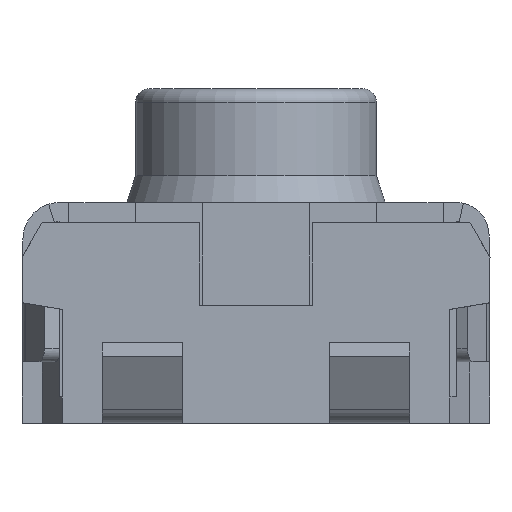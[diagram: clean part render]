
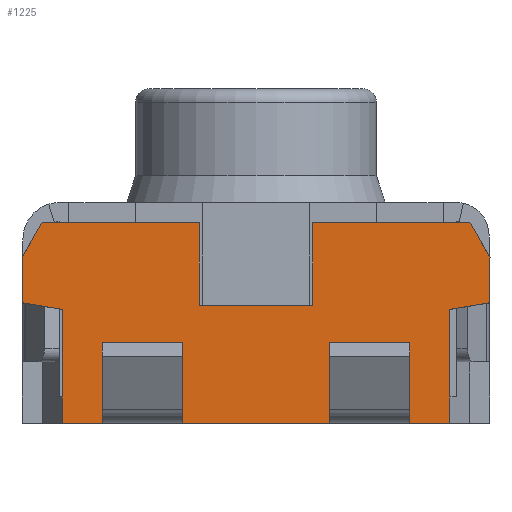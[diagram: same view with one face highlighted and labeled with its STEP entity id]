
A CAD part, front view. The second image highlights one B-rep face of the part: STEP entity #1225.
In plain terms, the highlighted planar face has unit normal (0, -1, 0).
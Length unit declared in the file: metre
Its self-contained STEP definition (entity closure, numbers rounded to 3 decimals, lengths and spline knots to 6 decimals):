
#1163 = EDGE_CURVE( '', #3253, #3254, #3255, .T. );
#1181 = EDGE_CURVE( '', #3284, #3175, #3285, .T. );
#1219 = EDGE_CURVE( '', #3324, #3253, #3346, .T. );
#1225 = ADVANCED_FACE( '', ( #3355 ), #3356, .F. );
#1243 = EDGE_CURVE( '', #3383, #3384, #3385, .T. );
#1259 = EDGE_CURVE( '', #3409, #3410, #3411, .T. );
#1269 = EDGE_CURVE( '', #3426, #3427, #3428, .T. );
#1293 = EDGE_CURVE( '', #3468, #3469, #3470, .T. );
#1397 = EDGE_CURVE( '', #3640, #3641, #3642, .T. );
#1485 = EDGE_CURVE( '', #3410, #3640, #3781, .T. );
#1547 = EDGE_CURVE( '', #3426, #3877, #3878, .T. );
#1605 = EDGE_CURVE( '', #3961, #3324, #3962, .T. );
#1873 = EDGE_CURVE( '', #4333, #4063, #4334, .T. );
#2037 = EDGE_CURVE( '', #3384, #3961, #4558, .T. );
#2109 = EDGE_CURVE( '', #4655, #3427, #4656, .T. );
#2249 = EDGE_CURVE( '', #4824, #3877, #4825, .T. );
#2275 = EDGE_CURVE( '', #3469, #3409, #4856, .T. );
#2339 = EDGE_CURVE( '', #4824, #3175, #4934, .T. );
#2413 = EDGE_CURVE( '', #3641, #4333, #5023, .T. );
#2515 = EDGE_CURVE( '', #4063, #3284, #5141, .T. );
#2565 = EDGE_CURVE( '', #4655, #3383, #5196, .T. );
#2837 = EDGE_CURVE( '', #3323, #3468, #5503, .T. );
#2883 = EDGE_CURVE( '', #3254, #3323, #5552, .T. );
#3175 = VERTEX_POINT( '', #5930 );
#3253 = VERTEX_POINT( '', #6044 );
#3254 = VERTEX_POINT( '', #6045 );
#3255 = LINE( '', #6046, #6047 );
#3284 = VERTEX_POINT( '', #6092 );
#3285 = LINE( '', #6093, #6094 );
#3323 = VERTEX_POINT( '', #6147 );
#3324 = VERTEX_POINT( '', #6148 );
#3346 = LINE( '', #6180, #6181 );
#3355 = FACE_OUTER_BOUND( '', #6192, .T. );
#3356 = PLANE( '', #6193 );
#3383 = VERTEX_POINT( '', #6236 );
#3384 = VERTEX_POINT( '', #6237 );
#3385 = LINE( '', #6238, #6239 );
#3409 = VERTEX_POINT( '', #6282 );
#3410 = VERTEX_POINT( '', #6283 );
#3411 = LINE( '', #6284, #6285 );
#3426 = VERTEX_POINT( '', #6303 );
#3427 = VERTEX_POINT( '', #6304 );
#3428 = LINE( '', #6305, #6306 );
#3468 = VERTEX_POINT( '', #6362 );
#3469 = VERTEX_POINT( '', #6363 );
#3470 = LINE( '', #6364, #6365 );
#3640 = VERTEX_POINT( '', #6612 );
#3641 = VERTEX_POINT( '', #6613 );
#3642 = LINE( '', #6614, #6615 );
#3781 = LINE( '', #6808, #6809 );
#3877 = VERTEX_POINT( '', #6943 );
#3878 = LINE( '', #6944, #6945 );
#3961 = VERTEX_POINT( '', #7080 );
#3962 = LINE( '', #7081, #7082 );
#4063 = VERTEX_POINT( '', #7247 );
#4333 = VERTEX_POINT( '', #7656 );
#4334 = LINE( '', #7657, #7658 );
#4558 = LINE( '', #7985, #7986 );
#4655 = VERTEX_POINT( '', #8125 );
#4656 = LINE( '', #8126, #8127 );
#4824 = VERTEX_POINT( '', #8391 );
#4825 = LINE( '', #8392, #8393 );
#4856 = LINE( '', #8447, #8448 );
#4934 = LINE( '', #8574, #8575 );
#5023 = LINE( '', #8710, #8711 );
#5141 = LINE( '', #8907, #8908 );
#5196 = LINE( '', #9000, #9001 );
#5503 = LINE( '', #9503, #9504 );
#5552 = LINE( '', #9590, #9591 );
#5930 = CARTESIAN_POINT( '', ( -0.000409, -0.002354, 0.0015 ) );
#6044 = CARTESIAN_POINT( '', ( 0.001166, -0.002354, 0.000219 ) );
#6045 = CARTESIAN_POINT( '', ( 0.000566, -0.002354, 0.000219 ) );
#6046 = CARTESIAN_POINT( '', ( -0.001734, -0.002354, 0.000219 ) );
#6047 = VECTOR( '', #9974, 1. );
#6092 = CARTESIAN_POINT( '', ( -0.001584, -0.002354, 0.0015 ) );
#6093 = CARTESIAN_POINT( '', ( -0.001584, -0.002354, 0.0015 ) );
#6094 = VECTOR( '', #10012, 1. );
#6147 = CARTESIAN_POINT( '', ( 0.000566, -0.002354, 0. ) );
#6148 = CARTESIAN_POINT( '', ( 0.001166, -0.002354, 0. ) );
#6180 = CARTESIAN_POINT( '', ( 0.001166, -0.002354, 0.0015 ) );
#6181 = VECTOR( '', #10076, 1. );
#6192 = EDGE_LOOP( '', ( #10087, #10088, #10089, #10090, #10091, #10092, #10093, #10094, #10095, #10096, #10097, #10098, #10099, #10100, #10101, #10102, #10103, #10104, #10105, #10106, #10107, #10108 ) );
#6193 = AXIS2_PLACEMENT_3D( '', #10109, #10110, #10111 );
#6236 = CARTESIAN_POINT( '', ( 0.001766, -0.002354, 0.0009 ) );
#6237 = CARTESIAN_POINT( '', ( 0.001466, -0.002354, 0.00085 ) );
#6238 = CARTESIAN_POINT( '', ( 0.001466, -0.002354, 0.00085 ) );
#6239 = VECTOR( '', #10160, 1. );
#6282 = CARTESIAN_POINT( '', ( -0.001134, -0.002354, 0.000219 ) );
#6283 = CARTESIAN_POINT( '', ( -0.001134, -0.002354, 0. ) );
#6284 = CARTESIAN_POINT( '', ( -0.001134, -0.002354, 0.0015 ) );
#6285 = VECTOR( '', #10178, 1. );
#6303 = CARTESIAN_POINT( '', ( 0.000441, -0.002354, 0.0015 ) );
#6304 = CARTESIAN_POINT( '', ( 0.001616, -0.002354, 0.0015 ) );
#6305 = CARTESIAN_POINT( '', ( 0.001616, -0.002354, 0.0015 ) );
#6306 = VECTOR( '', #10209, 1. );
#6362 = CARTESIAN_POINT( '', ( -0.000534, -0.002354, 0. ) );
#6363 = CARTESIAN_POINT( '', ( -0.000534, -0.002354, 0.000219 ) );
#6364 = CARTESIAN_POINT( '', ( -0.000534, -0.002354, 0.0015 ) );
#6365 = VECTOR( '', #10244, 1. );
#6612 = CARTESIAN_POINT( '', ( -0.001434, -0.002354, 0. ) );
#6613 = CARTESIAN_POINT( '', ( -0.001434, -0.002354, 0.00085 ) );
#6614 = CARTESIAN_POINT( '', ( -0.001434, -0.002354, 0.0015 ) );
#6615 = VECTOR( '', #10413, 1. );
#6808 = CARTESIAN_POINT( '', ( -0.001734, -0.002354, 0. ) );
#6809 = VECTOR( '', #10589, 1. );
#6943 = CARTESIAN_POINT( '', ( 0.000441, -0.002354, 0.00088 ) );
#6944 = CARTESIAN_POINT( '', ( 0.000441, -0.002354, 0.00088 ) );
#6945 = VECTOR( '', #10716, 1. );
#7080 = CARTESIAN_POINT( '', ( 0.001466, -0.002354, 0. ) );
#7081 = CARTESIAN_POINT( '', ( -0.001734, -0.002354, 0. ) );
#7082 = VECTOR( '', #10787, 1. );
#7247 = CARTESIAN_POINT( '', ( -0.001734, -0.002354, 0.00124 ) );
#7656 = CARTESIAN_POINT( '', ( -0.001734, -0.002354, 0.0009 ) );
#7657 = CARTESIAN_POINT( '', ( -0.001734, -0.002354, 0.0015 ) );
#7658 = VECTOR( '', #11180, 1. );
#7985 = CARTESIAN_POINT( '', ( 0.001466, -0.002354, 0.0015 ) );
#7986 = VECTOR( '', #11511, 1. );
#8125 = CARTESIAN_POINT( '', ( 0.001766, -0.002354, 0.00124 ) );
#8126 = CARTESIAN_POINT( '', ( 0.001616, -0.002354, 0.0015 ) );
#8127 = VECTOR( '', #11660, 1. );
#8391 = CARTESIAN_POINT( '', ( -0.000409, -0.002354, 0.00088 ) );
#8392 = CARTESIAN_POINT( '', ( -0.000409, -0.002354, 0.00088 ) );
#8393 = VECTOR( '', #11878, 1. );
#8447 = CARTESIAN_POINT( '', ( -0.001734, -0.002354, 0.000219 ) );
#8448 = VECTOR( '', #11902, 1. );
#8574 = CARTESIAN_POINT( '', ( -0.000409, -0.002354, 0.0015 ) );
#8575 = VECTOR( '', #11999, 1. );
#8710 = CARTESIAN_POINT( '', ( -0.001434, -0.002354, 0.00085 ) );
#8711 = VECTOR( '', #12146, 1. );
#8907 = CARTESIAN_POINT( '', ( -0.001734, -0.002354, 0.00124 ) );
#8908 = VECTOR( '', #12295, 1. );
#9000 = CARTESIAN_POINT( '', ( 0.001766, -0.002354, 0.0015 ) );
#9001 = VECTOR( '', #12382, 1. );
#9503 = CARTESIAN_POINT( '', ( -0.001734, -0.002354, 0. ) );
#9504 = VECTOR( '', #12811, 1. );
#9590 = CARTESIAN_POINT( '', ( 0.000566, -0.002354, 0.0015 ) );
#9591 = VECTOR( '', #12863, 1. );
#9974 = DIRECTION( '', ( -1., 0., 0. ) );
#10012 = DIRECTION( '', ( 1., 0., 0. ) );
#10076 = DIRECTION( '', ( 0., 0., 1. ) );
#10087 = ORIENTED_EDGE( '', *, *, #1259, .F. );
#10088 = ORIENTED_EDGE( '', *, *, #2275, .F. );
#10089 = ORIENTED_EDGE( '', *, *, #1293, .F. );
#10090 = ORIENTED_EDGE( '', *, *, #2837, .F. );
#10091 = ORIENTED_EDGE( '', *, *, #2883, .F. );
#10092 = ORIENTED_EDGE( '', *, *, #1163, .F. );
#10093 = ORIENTED_EDGE( '', *, *, #1219, .F. );
#10094 = ORIENTED_EDGE( '', *, *, #1605, .F. );
#10095 = ORIENTED_EDGE( '', *, *, #2037, .F. );
#10096 = ORIENTED_EDGE( '', *, *, #1243, .F. );
#10097 = ORIENTED_EDGE( '', *, *, #2565, .F. );
#10098 = ORIENTED_EDGE( '', *, *, #2109, .T. );
#10099 = ORIENTED_EDGE( '', *, *, #1269, .F. );
#10100 = ORIENTED_EDGE( '', *, *, #1547, .T. );
#10101 = ORIENTED_EDGE( '', *, *, #2249, .F. );
#10102 = ORIENTED_EDGE( '', *, *, #2339, .T. );
#10103 = ORIENTED_EDGE( '', *, *, #1181, .F. );
#10104 = ORIENTED_EDGE( '', *, *, #2515, .F. );
#10105 = ORIENTED_EDGE( '', *, *, #1873, .F. );
#10106 = ORIENTED_EDGE( '', *, *, #2413, .F. );
#10107 = ORIENTED_EDGE( '', *, *, #1397, .F. );
#10108 = ORIENTED_EDGE( '', *, *, #1485, .F. );
#10109 = CARTESIAN_POINT( '', ( -0.001734, -0.002354, 0.0015 ) );
#10110 = DIRECTION( '', ( 0., 1., 0. ) );
#10111 = DIRECTION( '', ( 1., 0., 0. ) );
#10160 = DIRECTION( '', ( -0.986, 0., -0.164 ) );
#10178 = DIRECTION( '', ( 0., 0., -1. ) );
#10209 = DIRECTION( '', ( 1., 0., 0. ) );
#10244 = DIRECTION( '', ( 0., 0., 1. ) );
#10413 = DIRECTION( '', ( 0., 0., 1. ) );
#10589 = DIRECTION( '', ( -1., 0., 0. ) );
#10716 = DIRECTION( '', ( 0., 0., -1. ) );
#10787 = DIRECTION( '', ( -1., 0., 0. ) );
#11180 = DIRECTION( '', ( 0., 0., 1. ) );
#11511 = DIRECTION( '', ( 0., 0., -1. ) );
#11660 = DIRECTION( '', ( -0.5, 0., 0.866 ) );
#11878 = DIRECTION( '', ( 1., 0., 0. ) );
#11902 = DIRECTION( '', ( -1., 0., 0. ) );
#11999 = DIRECTION( '', ( 0., 0., 1. ) );
#12146 = DIRECTION( '', ( -0.986, 0., 0.164 ) );
#12295 = DIRECTION( '', ( 0.5, 0., 0.866 ) );
#12382 = DIRECTION( '', ( 0., 0., -1. ) );
#12811 = DIRECTION( '', ( -1., 0., 0. ) );
#12863 = DIRECTION( '', ( 0., 0., -1. ) );
